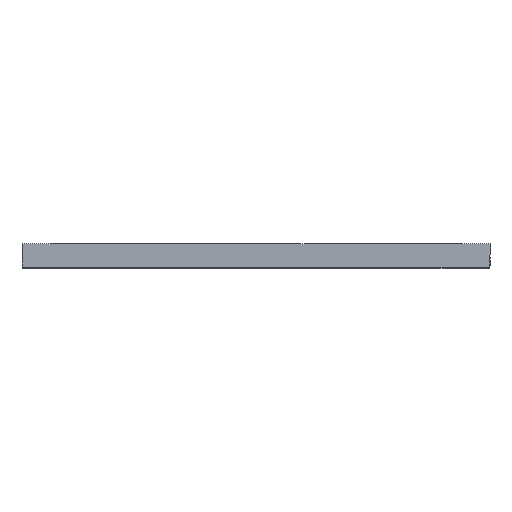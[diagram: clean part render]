
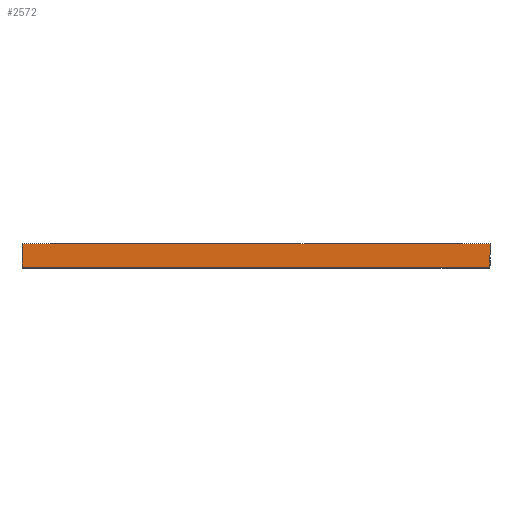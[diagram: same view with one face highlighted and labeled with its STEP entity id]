
A CAD part, top view. The second image highlights one B-rep face of the part: STEP entity #2572.
In plain terms, the highlighted planar face has unit normal (0, 0, 1).
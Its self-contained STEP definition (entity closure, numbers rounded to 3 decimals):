
#150=PLANE('',#2741);
#272=FACE_OUTER_BOUND('',#411,.T.);
#411=EDGE_LOOP('',(#2316,#2317,#2318,#2319));
#754=LINE('',#4084,#1090);
#757=LINE('',#4089,#1093);
#758=LINE('',#4092,#1094);
#759=LINE('',#4093,#1095);
#1090=VECTOR('',#3359,10.);
#1093=VECTOR('',#3364,10.);
#1094=VECTOR('',#3367,10.);
#1095=VECTOR('',#3368,10.);
#1357=VERTEX_POINT('',#4081);
#1358=VERTEX_POINT('',#4083);
#1359=VERTEX_POINT('',#4087);
#1360=VERTEX_POINT('',#4091);
#1714=EDGE_CURVE('',#1358,#1357,#754,.T.);
#1717=EDGE_CURVE('',#1357,#1359,#757,.T.);
#1718=EDGE_CURVE('',#1360,#1359,#758,.T.);
#1719=EDGE_CURVE('',#1358,#1360,#759,.T.);
#2316=ORIENTED_EDGE('',*,*,#1714,.T.);
#2317=ORIENTED_EDGE('',*,*,#1717,.T.);
#2318=ORIENTED_EDGE('',*,*,#1718,.F.);
#2319=ORIENTED_EDGE('',*,*,#1719,.F.);
#2572=ADVANCED_FACE('',(#272),#150,.T.);
#2741=AXIS2_PLACEMENT_3D('',#4090,#3365,#3366);
#3359=DIRECTION('',(1.,0.,0.));
#3364=DIRECTION('',(0.,1.,0.));
#3365=DIRECTION('center_axis',(0.,0.,1.));
#3366=DIRECTION('ref_axis',(1.,0.,0.));
#3367=DIRECTION('',(1.,0.,0.));
#3368=DIRECTION('',(0.,1.,0.));
#4081=CARTESIAN_POINT('',(0.,0.,150.));
#4083=CARTESIAN_POINT('',(-100.,0.,150.));
#4084=CARTESIAN_POINT('',(-100.,0.,150.));
#4087=CARTESIAN_POINT('',(0.,5.,150.));
#4089=CARTESIAN_POINT('',(0.,0.,150.));
#4090=CARTESIAN_POINT('Origin',(-100.,0.,150.));
#4091=CARTESIAN_POINT('',(-100.,5.,150.));
#4092=CARTESIAN_POINT('',(-100.,5.,150.));
#4093=CARTESIAN_POINT('',(-100.,0.,150.));
